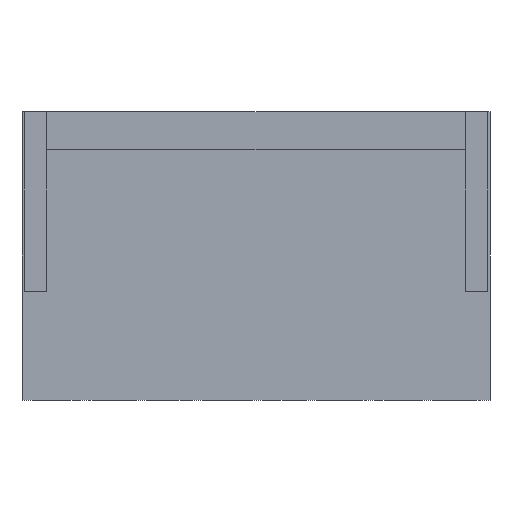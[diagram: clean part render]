
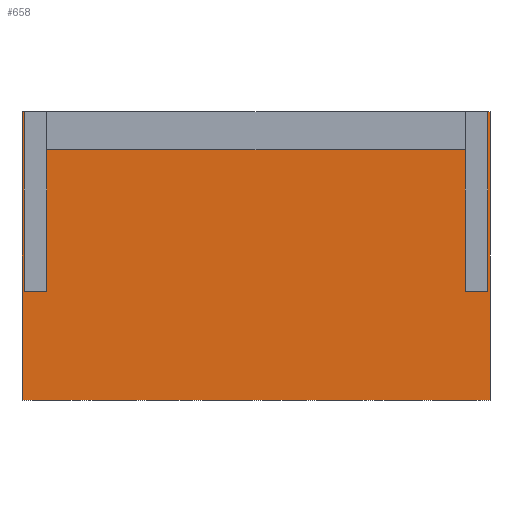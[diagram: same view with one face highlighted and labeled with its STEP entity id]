
A CAD part, front view. The second image highlights one B-rep face of the part: STEP entity #658.
In plain terms, the highlighted planar face has unit normal (0, -1, 0).
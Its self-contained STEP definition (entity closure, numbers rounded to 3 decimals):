
#658 = ADVANCED_FACE( '', ( #1446 ), #1447, .T. );
#1446 = FACE_OUTER_BOUND( '', #2333, .T. );
#1447 = PLANE( '', #2334 );
#2333 = EDGE_LOOP( '', ( #4399, #4400, #4401, #4402, #4403, #4404, #4405, #4406, #4407, #4408, #4409, #4410 ) );
#2334 = AXIS2_PLACEMENT_3D( '', #4411, #4412, #4413 );
#4399 = ORIENTED_EDGE( '', *, *, #5421, .T. );
#4400 = ORIENTED_EDGE( '', *, *, #6199, .F. );
#4401 = ORIENTED_EDGE( '', *, *, #5531, .F. );
#4402 = ORIENTED_EDGE( '', *, *, #5613, .F. );
#4403 = ORIENTED_EDGE( '', *, *, #6157, .T. );
#4404 = ORIENTED_EDGE( '', *, *, #6200, .F. );
#4405 = ORIENTED_EDGE( '', *, *, #5937, .F. );
#4406 = ORIENTED_EDGE( '', *, *, #5699, .T. );
#4407 = ORIENTED_EDGE( '', *, *, #6155, .T. );
#4408 = ORIENTED_EDGE( '', *, *, #6201, .F. );
#4409 = ORIENTED_EDGE( '', *, *, #6202, .F. );
#4410 = ORIENTED_EDGE( '', *, *, #6141, .F. );
#4411 = CARTESIAN_POINT( '', ( 10.42, -2.45, -6.425 ) );
#4412 = DIRECTION( '', ( 0., -1., 0. ) );
#4413 = DIRECTION( '', ( 0., 0., -1. ) );
#5421 = EDGE_CURVE( '', #6555, #6553, #6556, .T. );
#5531 = EDGE_CURVE( '', #6744, #6745, #6746, .T. );
#5613 = EDGE_CURVE( '', #6884, #6744, #6885, .T. );
#5699 = EDGE_CURVE( '', #7026, #7027, #7028, .T. );
#5937 = EDGE_CURVE( '', #7026, #7404, #7406, .T. );
#6141 = EDGE_CURVE( '', #6555, #7680, #7683, .T. );
#6155 = EDGE_CURVE( '', #7027, #7698, #7700, .T. );
#6157 = EDGE_CURVE( '', #6884, #7701, #7703, .T. );
#6199 = EDGE_CURVE( '', #6745, #6553, #7753, .T. );
#6200 = EDGE_CURVE( '', #7404, #7701, #7754, .T. );
#6201 = EDGE_CURVE( '', #7755, #7698, #7756, .T. );
#6202 = EDGE_CURVE( '', #7680, #7755, #7757, .T. );
#6553 = VERTEX_POINT( '', #8197 );
#6555 = VERTEX_POINT( '', #8200 );
#6556 = LINE( '', #8201, #8202 );
#6744 = VERTEX_POINT( '', #8481 );
#6745 = VERTEX_POINT( '', #8482 );
#6746 = LINE( '', #8483, #8484 );
#6884 = VERTEX_POINT( '', #8691 );
#6885 = LINE( '', #8692, #8693 );
#7026 = VERTEX_POINT( '', #8900 );
#7027 = VERTEX_POINT( '', #8901 );
#7028 = LINE( '', #8902, #8903 );
#7404 = VERTEX_POINT( '', #9473 );
#7406 = LINE( '', #9476, #9477 );
#7680 = VERTEX_POINT( '', #9899 );
#7683 = LINE( '', #9904, #9905 );
#7698 = VERTEX_POINT( '', #9931 );
#7700 = LINE( '', #9934, #9935 );
#7701 = VERTEX_POINT( '', #9936 );
#7703 = LINE( '', #9939, #9940 );
#7753 = LINE( '', #10016, #10017 );
#7754 = LINE( '', #10018, #10019 );
#7755 = VERTEX_POINT( '', #10020 );
#7756 = LINE( '', #10021, #10022 );
#7757 = LINE( '', #10023, #10024 );
#8197 = CARTESIAN_POINT( '', ( -9.32, -2.45, 4.725 ) );
#8200 = CARTESIAN_POINT( '', ( 9.32, -2.45, 4.725 ) );
#8201 = CARTESIAN_POINT( '', ( 9.32, -2.45, 4.725 ) );
#8202 = VECTOR( '', #10371, 1000. );
#8481 = CARTESIAN_POINT( '', ( -10.32, -2.45, -1.575 ) );
#8482 = CARTESIAN_POINT( '', ( -9.32, -2.45, -1.575 ) );
#8483 = CARTESIAN_POINT( '', ( -10.32, -2.45, -1.575 ) );
#8484 = VECTOR( '', #10463, 1000. );
#8691 = CARTESIAN_POINT( '', ( -10.32, -2.45, 6.425 ) );
#8692 = CARTESIAN_POINT( '', ( -10.32, -2.45, 6.425 ) );
#8693 = VECTOR( '', #10533, 1000. );
#8900 = CARTESIAN_POINT( '', ( 10.42, -2.45, -6.425 ) );
#8901 = CARTESIAN_POINT( '', ( 10.42, -2.45, 6.425 ) );
#8902 = CARTESIAN_POINT( '', ( 10.42, -2.45, -6.425 ) );
#8903 = VECTOR( '', #10600, 1000. );
#9473 = CARTESIAN_POINT( '', ( -10.42, -2.45, -6.425 ) );
#9476 = CARTESIAN_POINT( '', ( 10.42, -2.45, -6.425 ) );
#9477 = VECTOR( '', #10796, 1000. );
#9899 = CARTESIAN_POINT( '', ( 9.32, -2.45, -1.575 ) );
#9904 = CARTESIAN_POINT( '', ( 9.32, -2.45, 6.425 ) );
#9905 = VECTOR( '', #10947, 1000. );
#9931 = CARTESIAN_POINT( '', ( 10.32, -2.45, 6.425 ) );
#9934 = CARTESIAN_POINT( '', ( 10.42, -2.45, 6.425 ) );
#9935 = VECTOR( '', #10960, 1000. );
#9936 = CARTESIAN_POINT( '', ( -10.42, -2.45, 6.425 ) );
#9939 = CARTESIAN_POINT( '', ( 10.42, -2.45, 6.425 ) );
#9940 = VECTOR( '', #10962, 1000. );
#10016 = CARTESIAN_POINT( '', ( -9.32, -2.45, -1.575 ) );
#10017 = VECTOR( '', #10989, 1000. );
#10018 = CARTESIAN_POINT( '', ( -10.42, -2.45, -6.425 ) );
#10019 = VECTOR( '', #10990, 1000. );
#10020 = CARTESIAN_POINT( '', ( 10.32, -2.45, -1.575 ) );
#10021 = CARTESIAN_POINT( '', ( 10.32, -2.45, -1.575 ) );
#10022 = VECTOR( '', #10991, 1000. );
#10023 = CARTESIAN_POINT( '', ( 9.32, -2.45, -1.575 ) );
#10024 = VECTOR( '', #10992, 1000. );
#10371 = DIRECTION( '', ( -1., 0., 0. ) );
#10463 = DIRECTION( '', ( 1., 0., 0. ) );
#10533 = DIRECTION( '', ( 0., 0., -1. ) );
#10600 = DIRECTION( '', ( 0., 0., 1. ) );
#10796 = DIRECTION( '', ( -1., 0., 0. ) );
#10947 = DIRECTION( '', ( 0., 0., -1. ) );
#10960 = DIRECTION( '', ( -1., 0., 0. ) );
#10962 = DIRECTION( '', ( -1., 0., 0. ) );
#10989 = DIRECTION( '', ( 0., 0., 1. ) );
#10990 = DIRECTION( '', ( 0., 0., 1. ) );
#10991 = DIRECTION( '', ( 0., 0., 1. ) );
#10992 = DIRECTION( '', ( 1., 0., 0. ) );
